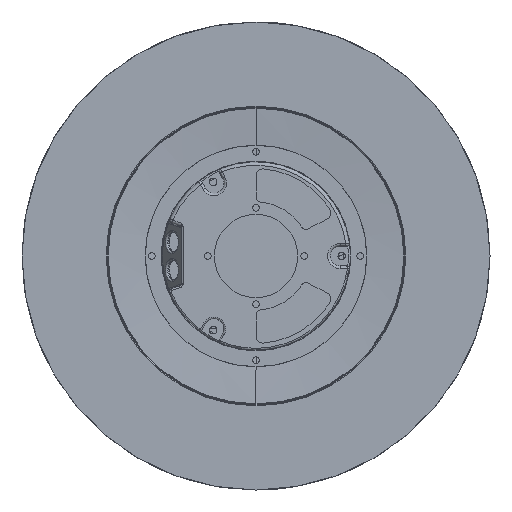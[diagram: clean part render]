
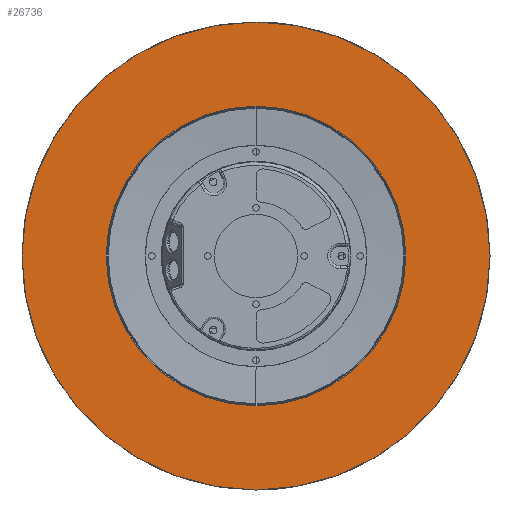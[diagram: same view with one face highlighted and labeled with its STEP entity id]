
A CAD part, front view. The second image highlights one B-rep face of the part: STEP entity #26736.
In plain terms, the highlighted planar face has unit normal (0, -1, 0).
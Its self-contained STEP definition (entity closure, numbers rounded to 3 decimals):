
#17595=CARTESIAN_POINT('',(0.,-19.024,0.));
#17596=DIRECTION('',(0.,1.,0.));
#17597=DIRECTION('',(0.,0.,-1.));
#17598=AXIS2_PLACEMENT_3D('',#17595,#17596,#17597);
#17600=CARTESIAN_POINT('',(0.,-19.024,0.));
#17601=DIRECTION('',(0.,1.,0.));
#17602=DIRECTION('',(0.,0.,1.));
#17603=AXIS2_PLACEMENT_3D('',#17600,#17601,#17602);
#17605=CARTESIAN_POINT('',(0.,-19.024,0.));
#17606=DIRECTION('',(0.,-1.,0.));
#17607=DIRECTION('',(0.,0.,-1.));
#17608=AXIS2_PLACEMENT_3D('',#17605,#17606,#17607);
#17610=CARTESIAN_POINT('',(0.,-19.024,0.));
#17611=DIRECTION('',(0.,-1.,0.));
#17612=DIRECTION('',(0.,0.,1.));
#17613=AXIS2_PLACEMENT_3D('',#17610,#17611,#17612);
#25056=CARTESIAN_POINT('',(0.,-19.024,90.039));
#25057=VERTEX_POINT('',#25056);
#25058=CARTESIAN_POINT('',(0.,-19.024,
-90.039));
#25059=VERTEX_POINT('',#25058);
#25060=CARTESIAN_POINT('',(0.,-19.024,-140.638));
#25061=CARTESIAN_POINT('',(0.,-19.024,
140.638));
#25062=VERTEX_POINT('',#25060);
#25063=VERTEX_POINT('',#25061);
#26721=CARTESIAN_POINT('',(0.,-19.024,0.));
#26722=DIRECTION('',(0.,-1.,0.));
#26723=DIRECTION('',(0.,0.,1.));
#26724=AXIS2_PLACEMENT_3D('',#26721,#26722,#26723);
#26725=PLANE('',#26724);
#26727=ORIENTED_EDGE('',*,*,#26726,.T.);
#26729=ORIENTED_EDGE('',*,*,#26728,.T.);
#26730=EDGE_LOOP('',(#26727,#26729));
#26731=FACE_OUTER_BOUND('',#26730,.F.);
#26732=ORIENTED_EDGE('',*,*,#26700,.T.);
#26733=ORIENTED_EDGE('',*,*,#26716,.T.);
#26734=EDGE_LOOP('',(#26732,#26733));
#26735=FACE_BOUND('',#26734,.F.);
#17599=CIRCLE('',#17598,140.638);
#17604=CIRCLE('',#17603,140.638);
#17609=CIRCLE('',#17608,90.039);
#17614=CIRCLE('',#17613,90.039);
#26700=EDGE_CURVE('',#25059,#25057,#17609,.T.);
#26716=EDGE_CURVE('',#25057,#25059,#17614,.T.);
#26726=EDGE_CURVE('',#25062,#25063,#17599,.T.);
#26728=EDGE_CURVE('',#25063,#25062,#17604,.T.);
#26736=ADVANCED_FACE('',(#26731,#26735),#26725,.T.);
